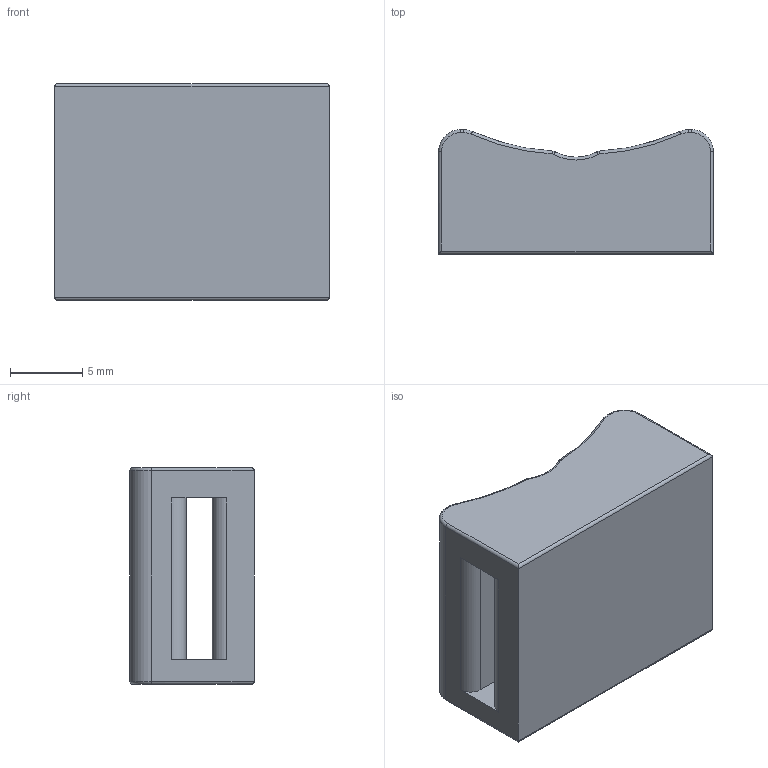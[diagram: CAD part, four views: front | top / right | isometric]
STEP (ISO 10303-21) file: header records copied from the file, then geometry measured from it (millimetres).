
FILE_DESCRIPTION (( 'STEP AP214' ), '1' );
FILE_NAME ('3011-362.STEP', '2018-12-04T07:53:13', ( 'Windows-Benutzer' ), ( '' ), 'SwSTEP 2.0', 'SolidWorks 2017', '' );
FILE_SCHEMA (( 'AUTOMOTIVE_DESIGN' ));
Length unit declared in the file: millimetre
Products named in the file (2): 3011-362
Bounding box: 19 x 8.6 x 15 mm (x, y, z)
Volume: 1585.8 mm3; surface area: 1488.2 mm2
Topology: 1 solids, 1 shells, 60 faces, 146 edges, 88 vertices
Faces by surface type: cylinder 28, torus 18, plane 12, cone 2
Entity records: 1903 total; most frequent: CARTESIAN_POINT 403, DIRECTION 330, ORIENTED_EDGE 292, EDGE_CURVE 146, AXIS2_PLACEMENT_3D 136, VERTEX_POINT 88, CIRCLE 74, EDGE_LOOP 64
